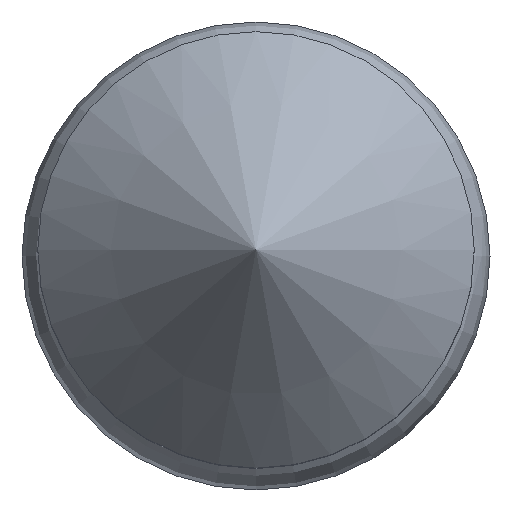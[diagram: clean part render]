
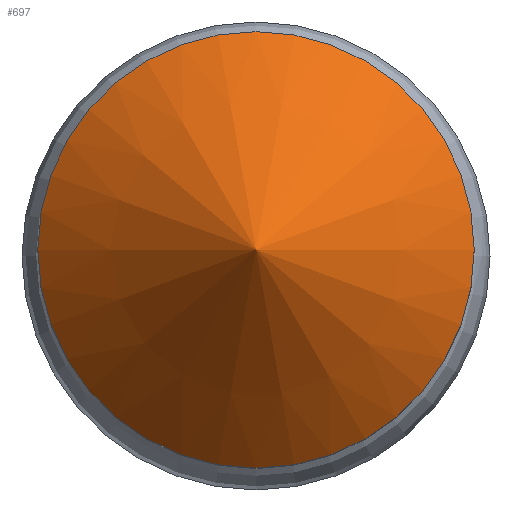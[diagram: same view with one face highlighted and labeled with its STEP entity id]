
A CAD part, top view. The second image highlights one B-rep face of the part: STEP entity #697.
In plain terms, the highlighted conical face has half-angle 45 degrees and reference radius 2 mm.
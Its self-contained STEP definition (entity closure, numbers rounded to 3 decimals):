
#613 = EDGE_CURVE('',#614,#614,#616,.T.);
#614 = VERTEX_POINT('',#615);
#615 = CARTESIAN_POINT('',(0.9,0.,32.45));
#616 = SURFACE_CURVE('',#617,(#622,#634),.PCURVE_S1.);
#617 = CIRCLE('',#618,0.9);
#618 = AXIS2_PLACEMENT_3D('',#619,#620,#621);
#619 = CARTESIAN_POINT('',(0.,0.,32.45));
#620 = DIRECTION('',(-0.,0.,1.));
#621 = DIRECTION('',(0.,-1.,0.));
#622 = PCURVE('',#623,#628);
#623 = CYLINDRICAL_SURFACE('',#624,0.9);
#624 = AXIS2_PLACEMENT_3D('',#625,#626,#627);
#625 = CARTESIAN_POINT('',(0.,0.,31.35));
#626 = DIRECTION('',(0.,0.,1.));
#627 = DIRECTION('',(1.,0.,0.));
#628 = DEFINITIONAL_REPRESENTATION('',(#629),#633);
#629 = LINE('',#630,#631);
#630 = CARTESIAN_POINT('',(-1.571,1.1));
#631 = VECTOR('',#632,1.);
#632 = DIRECTION('',(1.,0.));
#633 = ( GEOMETRIC_REPRESENTATION_CONTEXT(2) 
PARAMETRIC_REPRESENTATION_CONTEXT() REPRESENTATION_CONTEXT('2D SPACE',''
  ) );
#634 = PCURVE('',#635,#640);
#635 = CONICAL_SURFACE('',#636,2.,0.785);
#636 = AXIS2_PLACEMENT_3D('',#637,#638,#639);
#637 = CARTESIAN_POINT('',(0.,0.,31.35));
#638 = DIRECTION('',(-0.,-0.,-1.));
#639 = DIRECTION('',(1.,0.,0.));
#640 = DEFINITIONAL_REPRESENTATION('',(#641),#645);
#641 = LINE('',#642,#643);
#642 = CARTESIAN_POINT('',(1.571,-1.1));
#643 = VECTOR('',#644,1.);
#644 = DIRECTION('',(-1.,-0.));
#645 = ( GEOMETRIC_REPRESENTATION_CONTEXT(2) 
PARAMETRIC_REPRESENTATION_CONTEXT() REPRESENTATION_CONTEXT('2D SPACE',''
  ) );
#697 = ADVANCED_FACE('',(#698),#635,.T.);
#698 = FACE_BOUND('',#699,.T.);
#699 = EDGE_LOOP('',(#700,#723,#724));
#700 = ORIENTED_EDGE('',*,*,#701,.T.);
#701 = EDGE_CURVE('',#614,#702,#704,.T.);
#702 = VERTEX_POINT('',#703);
#703 = CARTESIAN_POINT('',(0.,0.,33.35)
  );
#704 = SEAM_CURVE('',#705,(#709,#716),.PCURVE_S1.);
#705 = LINE('',#706,#707);
#706 = CARTESIAN_POINT('',(2.,0.,31.35));
#707 = VECTOR('',#708,1.);
#708 = DIRECTION('',(-0.707,0.,0.707)
  );
#709 = PCURVE('',#635,#710);
#710 = DEFINITIONAL_REPRESENTATION('',(#711),#715);
#711 = LINE('',#712,#713);
#712 = CARTESIAN_POINT('',(-6.283,0.));
#713 = VECTOR('',#714,1.);
#714 = DIRECTION('',(-0.,-1.));
#715 = ( GEOMETRIC_REPRESENTATION_CONTEXT(2) 
PARAMETRIC_REPRESENTATION_CONTEXT() REPRESENTATION_CONTEXT('2D SPACE',''
  ) );
#716 = PCURVE('',#635,#717);
#717 = DEFINITIONAL_REPRESENTATION('',(#718),#722);
#718 = LINE('',#719,#720);
#719 = CARTESIAN_POINT('',(0.,-0.));
#720 = VECTOR('',#721,1.);
#721 = DIRECTION('',(-0.,-1.));
#722 = ( GEOMETRIC_REPRESENTATION_CONTEXT(2) 
PARAMETRIC_REPRESENTATION_CONTEXT() REPRESENTATION_CONTEXT('2D SPACE',''
  ) );
#723 = ORIENTED_EDGE('',*,*,#701,.F.);
#724 = ORIENTED_EDGE('',*,*,#613,.T.);
